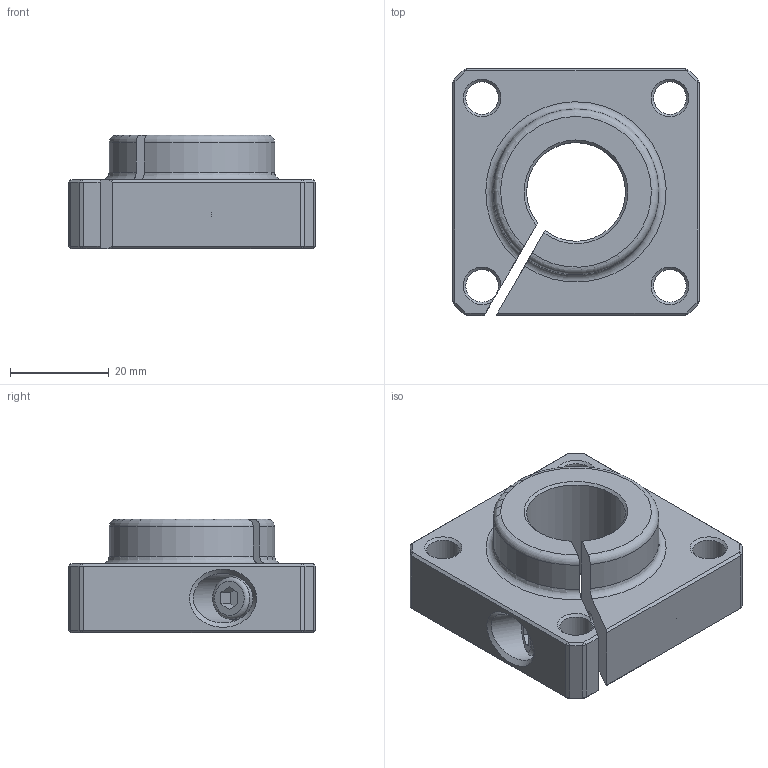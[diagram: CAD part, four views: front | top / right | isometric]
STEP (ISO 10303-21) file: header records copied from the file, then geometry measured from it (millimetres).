
FILE_DESCRIPTION(/* description */ ('Flanschwellenbock Gr. 20'),/* implementation_level */ '2;1');
FILE_NAME(/* name */ '190703-0.step',/* time_stamp */ '2021-08-19T08:28:50+02:00',/* author */ ('Praktikum'),/* organization */ (''),/* preprocessor_version */ 'ST-DEVELOPER v18.1',/* originating_system */ 'Autodesk Inventor 2021',/* authorisation */ '');
FILE_SCHEMA (('AUTOMOTIVE_DESIGN { 1 0 10303 214 3 1 1 }'));
Length unit declared in the file: millimetre
Products named in the file (1): leer
Bounding box: 50 x 50 x 23 mm (x, y, z)
Volume: 31901.6 mm3; surface area: 11286.8 mm2
Topology: 1 solids, 1 shells, 93 faces, 210 edges, 122 vertices
Faces by surface type: plane 67, cylinder 11, cone 11, torus 3, bspline 1
Full cylindrical faces by diameter (mm): 4.134 x1, 5.5 x2, 6.6 x4, 8.5 x1, 10 x1
Entity records: 2737 total; most frequent: CARTESIAN_POINT 698, ORIENTED_EDGE 418, DIRECTION 390, EDGE_CURVE 209, AXIS2_PLACEMENT_3D 134, LINE 122, VECTOR 122, VERTEX_POINT 122
